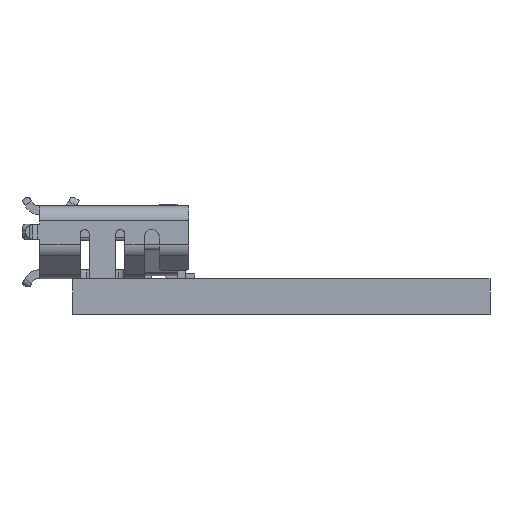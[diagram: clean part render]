
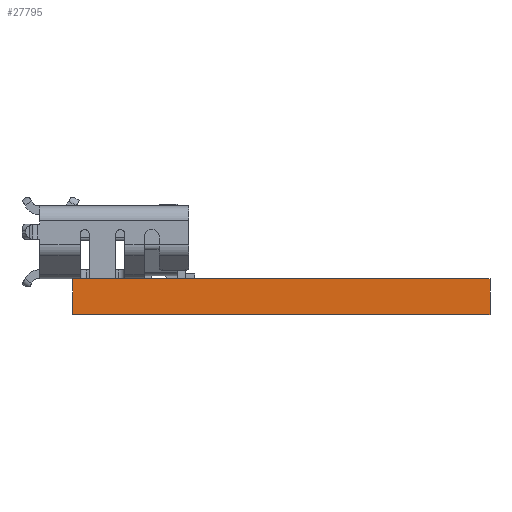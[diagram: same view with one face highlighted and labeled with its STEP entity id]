
A CAD part, front view. The second image highlights one B-rep face of the part: STEP entity #27795.
In plain terms, the highlighted planar face has unit normal (0, -1, 0).
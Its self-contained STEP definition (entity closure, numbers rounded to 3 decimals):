
#24567 = VERTEX_POINT('',#24568);
#24568 = CARTESIAN_POINT('',(-13.8,-14.2,1.2));
#24574 = EDGE_CURVE('',#24567,#24575,#24577,.T.);
#24575 = VERTEX_POINT('',#24576);
#24576 = CARTESIAN_POINT('',(0.2,-14.2,1.2));
#24577 = LINE('',#24578,#24579);
#24578 = CARTESIAN_POINT('',(-13.8,-14.2,1.2));
#24579 = VECTOR('',#24580,1.);
#24580 = DIRECTION('',(1.,0.,0.));
#27207 = VERTEX_POINT('',#27208);
#27208 = CARTESIAN_POINT('',(0.2,-14.2,0.));
#27214 = EDGE_CURVE('',#27215,#27207,#27217,.T.);
#27215 = VERTEX_POINT('',#27216);
#27216 = CARTESIAN_POINT('',(-13.8,-14.2,0.));
#27217 = LINE('',#27218,#27219);
#27218 = CARTESIAN_POINT('',(-13.8,-14.2,0.));
#27219 = VECTOR('',#27220,1.);
#27220 = DIRECTION('',(1.,0.,0.));
#27785 = EDGE_CURVE('',#24567,#27215,#27786,.T.);
#27786 = LINE('',#27787,#27788);
#27787 = CARTESIAN_POINT('',(-13.8,-14.2,1.2));
#27788 = VECTOR('',#27789,1.);
#27789 = DIRECTION('',(0.,0.,-1.));
#27795 = ADVANCED_FACE('',(#27796),#27807,.F.);
#27796 = FACE_BOUND('',#27797,.T.);
#27797 = EDGE_LOOP('',(#27798,#27799,#27805,#27806));
#27798 = ORIENTED_EDGE('',*,*,#27214,.T.);
#27799 = ORIENTED_EDGE('',*,*,#27800,.F.);
#27800 = EDGE_CURVE('',#24575,#27207,#27801,.T.);
#27801 = LINE('',#27802,#27803);
#27802 = CARTESIAN_POINT('',(0.2,-14.2,1.2));
#27803 = VECTOR('',#27804,1.);
#27804 = DIRECTION('',(0.,0.,-1.));
#27805 = ORIENTED_EDGE('',*,*,#24574,.F.);
#27806 = ORIENTED_EDGE('',*,*,#27785,.T.);
#27807 = PLANE('',#27808);
#27808 = AXIS2_PLACEMENT_3D('',#27809,#27810,#27811);
#27809 = CARTESIAN_POINT('',(-13.8,-14.2,1.2));
#27810 = DIRECTION('',(0.,1.,0.));
#27811 = DIRECTION('',(-1.,0.,0.));
